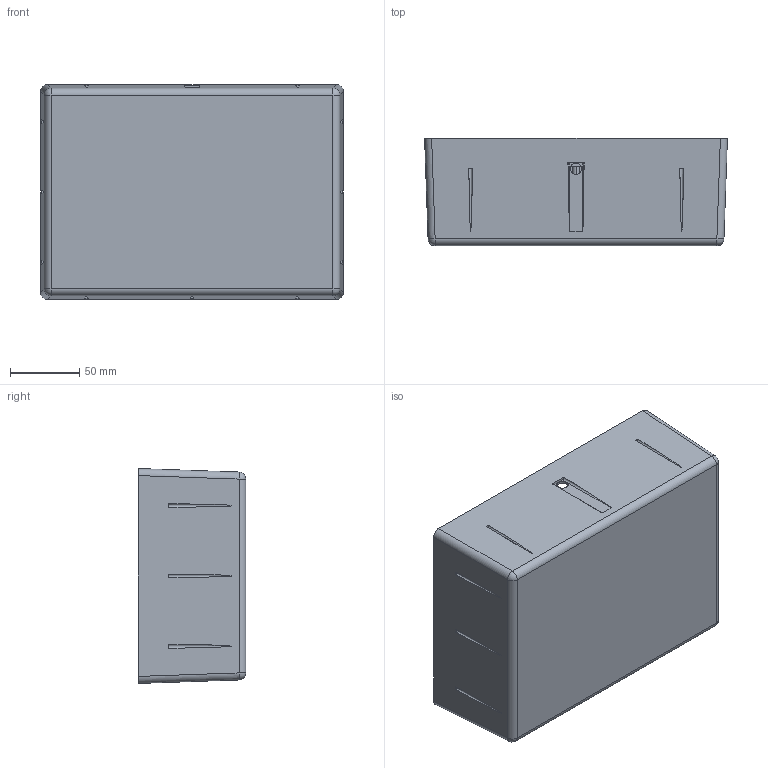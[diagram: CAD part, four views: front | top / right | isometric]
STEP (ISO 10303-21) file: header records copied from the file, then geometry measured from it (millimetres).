
FILE_DESCRIPTION (( 'STEP AP214' ), '1' );
FILE_NAME ('1150 new case Base.STEP', '2015-11-14T22:02:36', ( '' ), ( '' ), 'SwSTEP 2.0', 'SolidWorks 2014', '' );
FILE_SCHEMA (( 'AUTOMOTIVE_DESIGN' ));
Length unit declared in the file: inch
Products named in the file (1): 1150 new case Base
Bounding box: 218.69 x 77.72 x 155.19 mm (x, y, z)
Volume: 131426.3 mm3; surface area: 173677.9 mm2
Topology: 1 solids, 1 shells, 114 faces, 226 edges, 138 vertices
Faces by surface type: cylinder 60, plane 40, sphere 8, bspline 6
Entity records: 3927 total; most frequent: CARTESIAN_POINT 1715, ORIENTED_EDGE 452, DIRECTION 411, EDGE_CURVE 226, AXIS2_PLACEMENT_3D 161, EDGE_LOOP 140, VERTEX_POINT 138, FACE_OUTER_BOUND 114
